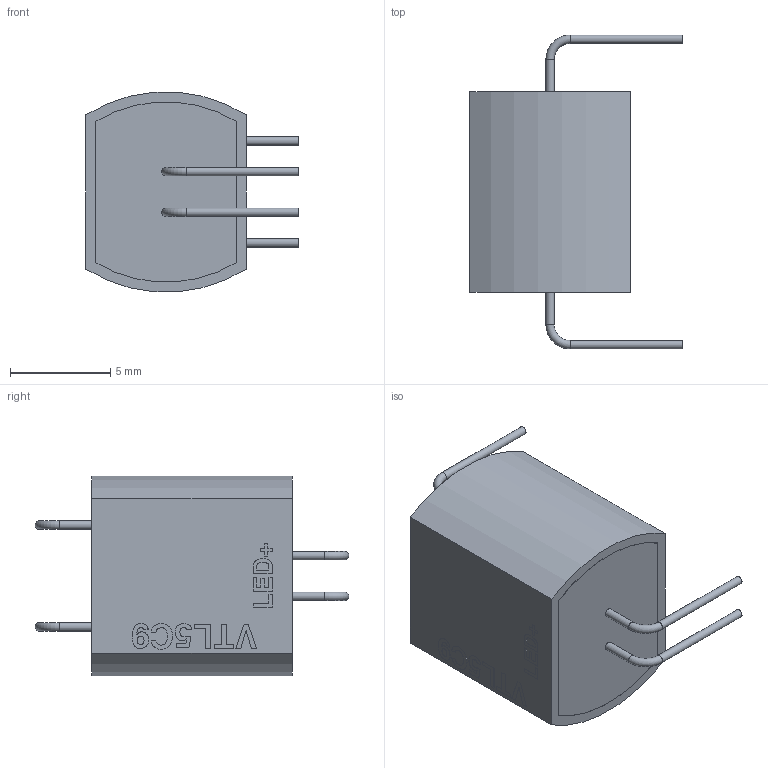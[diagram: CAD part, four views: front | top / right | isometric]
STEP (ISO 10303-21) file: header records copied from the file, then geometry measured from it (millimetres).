
FILE_DESCRIPTION(('FreeCAD Model'),'2;1');
FILE_NAME('Vactec_VTL5C9.step','2019-07-10T22:48:38',('Author'),(''), 'Open CASCADE STEP processor 7.3','FreeCAD','Unknown');
FILE_SCHEMA(('AUTOMOTIVE_DESIGN { 1 0 10303 214 1 1 1 1 }'));
Length unit declared in the file: millimetre
Products named in the file (1): Vactec_VTL5C9
Bounding box: 10.61 x 15.65 x 9.95 mm (x, y, z)
Volume: 744 mm3; surface area: 517.6 mm2
Topology: 1 solids, 1 shells, 180 faces, 472 edges, 312 vertices
Faces by surface type: plane 93, extrusion 69, cylinder 14, torus 4
Full cylindrical faces by diameter (mm): 0.415 x8
Entity records: 6855 total; most frequent: CARTESIAN_POINT 1379, ORIENTED_EDGE 944, DIRECTION 659, EDGE_CURVE 472, VECTOR 371, VERTEX_POINT 312, LINE 302, B_SPLINE_CURVE_WITH_KNOTS 207
